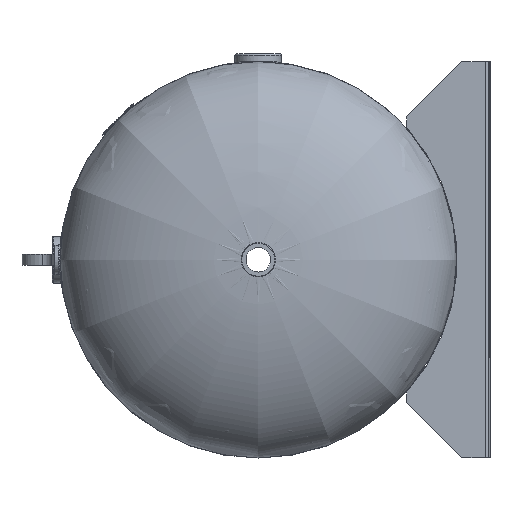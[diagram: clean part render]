
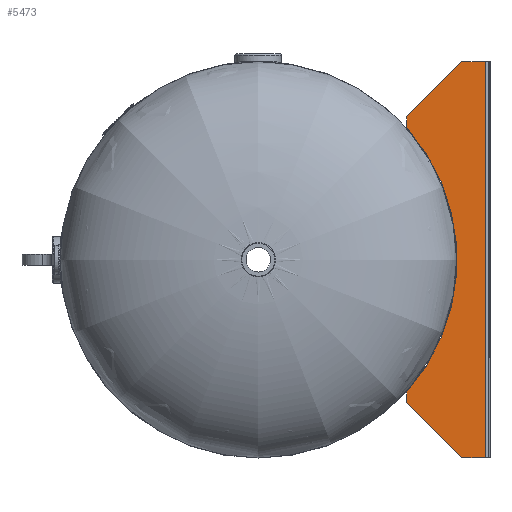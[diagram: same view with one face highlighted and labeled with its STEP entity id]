
A CAD part, left-side view. The second image highlights one B-rep face of the part: STEP entity #5473.
In plain terms, the highlighted face is planar.
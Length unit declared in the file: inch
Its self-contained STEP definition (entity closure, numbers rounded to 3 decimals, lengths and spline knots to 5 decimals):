
#345=CIRCLE('',#5957,18.0625);
#804=LINE('',#11030,#1300);
#805=LINE('',#11032,#1301);
#806=LINE('',#11034,#1302);
#807=LINE('',#11036,#1303);
#808=LINE('',#11038,#1304);
#809=LINE('',#11040,#1305);
#810=LINE('',#11041,#1306);
#1300=VECTOR('',#7156,0.3937);
#1301=VECTOR('',#7157,0.3937);
#1302=VECTOR('',#7158,0.3937);
#1303=VECTOR('',#7159,0.3937);
#1304=VECTOR('',#7160,0.33104);
#1305=VECTOR('',#7161,0.3937);
#1306=VECTOR('',#7162,0.3937);
#1531=PLANE('',#5958);
#1951=FACE_OUTER_BOUND('',#2377,.T.);
#2377=EDGE_LOOP('',(#4923,#4924,#4925,#4926,#4927,#4928,#4929,#4930));
#2957=VERTEX_POINT('',#11023);
#2958=VERTEX_POINT('',#11025);
#2959=VERTEX_POINT('',#11029);
#2960=VERTEX_POINT('',#11031);
#2961=VERTEX_POINT('',#11033);
#2962=VERTEX_POINT('',#11035);
#2963=VERTEX_POINT('',#11037);
#2964=VERTEX_POINT('',#11039);
#3631=EDGE_CURVE('',#2958,#2957,#345,.T.);
#3633=EDGE_CURVE('',#2959,#2957,#804,.T.);
#3634=EDGE_CURVE('',#2960,#2959,#805,.T.);
#3635=EDGE_CURVE('',#2961,#2960,#806,.T.);
#3636=EDGE_CURVE('',#2961,#2962,#807,.T.);
#3637=EDGE_CURVE('',#2963,#2962,#808,.T.);
#3638=EDGE_CURVE('',#2964,#2963,#809,.T.);
#3639=EDGE_CURVE('',#2958,#2964,#810,.T.);
#4923=ORIENTED_EDGE('',*,*,#3631,.T.);
#4924=ORIENTED_EDGE('',*,*,#3633,.F.);
#4925=ORIENTED_EDGE('',*,*,#3634,.F.);
#4926=ORIENTED_EDGE('',*,*,#3635,.F.);
#4927=ORIENTED_EDGE('',*,*,#3636,.T.);
#4928=ORIENTED_EDGE('',*,*,#3637,.F.);
#4929=ORIENTED_EDGE('',*,*,#3638,.F.);
#4930=ORIENTED_EDGE('',*,*,#3639,.F.);
#5473=ADVANCED_FACE('',(#1951),#1531,.F.);
#5957=AXIS2_PLACEMENT_3D('',#11026,#7151,#7152);
#5958=AXIS2_PLACEMENT_3D('',#11028,#7154,#7155);
#7151=DIRECTION('center_axis',(0.,1.,0.));
#7152=DIRECTION('ref_axis',(-0.664,0.,-0.747));
#7154=DIRECTION('center_axis',(0.,1.,0.));
#7155=DIRECTION('ref_axis',(1.,0.,0.));
#7156=DIRECTION('',(1.,0.,0.));
#7157=DIRECTION('',(0.707,0.,0.707));
#7158=DIRECTION('',(0.,0.,1.));
#7159=DIRECTION('',(1.,0.,0.));
#7160=DIRECTION('',(0.,0.,-1.));
#7161=DIRECTION('',(0.707,0.,-0.707));
#7162=DIRECTION('',(1.,0.,0.));
#11023=CARTESIAN_POINT('',(-12.00016,-2.,7.5625));
#11025=CARTESIAN_POINT('',(12.00016,-2.,7.5625));
#11026=CARTESIAN_POINT('Origin',(0.,-2.,21.0625));
#11028=CARTESIAN_POINT('Origin',(0.,-2.,3.7359));
#11029=CARTESIAN_POINT('',(-13.,-2.,7.5625));
#11030=CARTESIAN_POINT('',(-18.,-2.,7.5625));
#11031=CARTESIAN_POINT('',(-18.,-2.,2.5625));
#11032=CARTESIAN_POINT('',(-11.95665,-2.,8.60585));
#11033=CARTESIAN_POINT('',(-18.,-2.,0.4293));
#11034=CARTESIAN_POINT('',(-18.,-2.,0.4293));
#11035=CARTESIAN_POINT('',(18.,-2.,0.4293));
#11036=CARTESIAN_POINT('',(0.,-2.,0.4293));
#11037=CARTESIAN_POINT('',(18.,-2.,2.5625));
#11038=CARTESIAN_POINT('',(18.,-2.,-0.6107));
#11039=CARTESIAN_POINT('',(13.,-2.,7.5625));
#11040=CARTESIAN_POINT('',(11.95665,-2.,8.60585));
#11041=CARTESIAN_POINT('',(-18.,-2.,7.5625));
